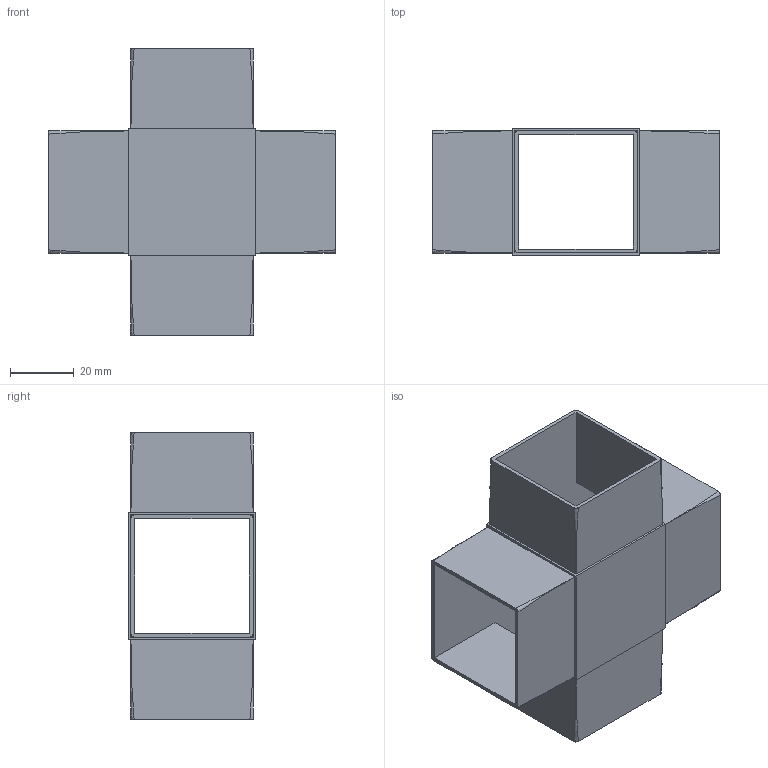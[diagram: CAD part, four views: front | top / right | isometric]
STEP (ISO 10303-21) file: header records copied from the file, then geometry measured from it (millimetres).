
FILE_DESCRIPTION (( 'STEP AP203' ), '1' );
FILE_NAME ('3D_GV1774_40x40x2_188711570.STEP', '2024-10-18T08:07:58', ( '' ), ( '' ), 'SwSTEP 2.0', 'SolidWorks 2024', '' );
FILE_SCHEMA (( 'CONFIG_CONTROL_DESIGN' ));
Length unit declared in the file: millimetre
Products named in the file (1): 3D_GV1774_40x40x2_188711570
Bounding box: 90 x 40 x 90 mm (x, y, z)
Volume: 24812 mm3; surface area: 37855.1 mm2
Topology: 1 solids, 1 shells, 52 faces, 144 edges, 80 vertices
Faces by surface type: plane 36, bspline 16
Entity records: 2085 total; most frequent: CARTESIAN_POINT 949, ORIENTED_EDGE 256, DIRECTION 154, EDGE_CURVE 128, VERTEX_POINT 80, VECTOR 80, LINE 80, EDGE_LOOP 60
